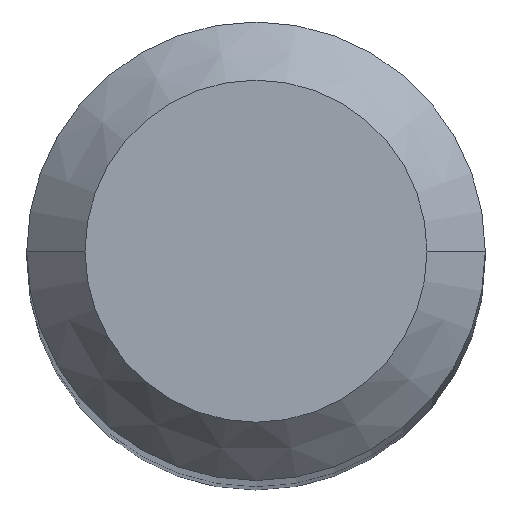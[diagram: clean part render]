
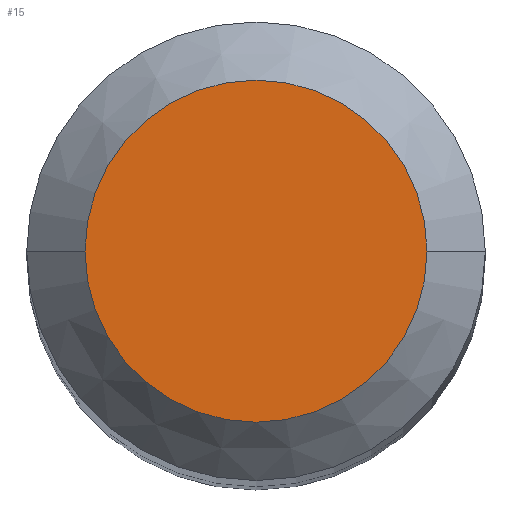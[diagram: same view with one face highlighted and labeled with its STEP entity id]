
A CAD part, top view. The second image highlights one B-rep face of the part: STEP entity #15.
In plain terms, the highlighted planar face has unit normal (0, 0, 1).
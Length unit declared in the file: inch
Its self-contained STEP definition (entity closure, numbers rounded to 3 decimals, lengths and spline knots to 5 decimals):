
#6 = EDGE_CURVE ( 'NONE', #320, #201, #102, .T. ) ;
#15 = ADVANCED_FACE ( 'NONE', ( #35 ), #259, .T. ) ;
#16 = CARTESIAN_POINT ( 'NONE',  ( 0., 0., 1.49606 ) ) ;
#22 = EDGE_LOOP ( 'NONE', ( #107, #82 ) ) ;
#31 = CARTESIAN_POINT ( 'NONE',  ( 0., 0., 1.49606 ) ) ;
#35 = FACE_OUTER_BOUND ( 'NONE', #22, .T. ) ;
#37 = AXIS2_PLACEMENT_3D ( 'NONE', #31, #160, #239 ) ;
#39 = CARTESIAN_POINT ( 'NONE',  ( -0.04406, 0., 1.49606 ) ) ;
#82 = ORIENTED_EDGE ( 'NONE', *, *, #6, .T. ) ;
#84 = DIRECTION ( 'NONE',  ( 0., 0., 1. ) ) ;
#102 = CIRCLE ( 'NONE', #37, 0.04406 ) ;
#107 = ORIENTED_EDGE ( 'NONE', *, *, #195, .T. ) ;
#143 = DIRECTION ( 'NONE',  ( 1., 0., 0. ) ) ;
#160 = DIRECTION ( 'NONE',  ( 0., 0., 1. ) ) ;
#169 = DIRECTION ( 'NONE',  ( 1., 0., 0. ) ) ;
#195 = EDGE_CURVE ( 'NONE', #201, #320, #210, .T. ) ;
#197 = DIRECTION ( 'NONE',  ( 0., 0., 1. ) ) ;
#201 = VERTEX_POINT ( 'NONE', #39 ) ;
#202 = AXIS2_PLACEMENT_3D ( 'NONE', #213, #84, #143 ) ;
#210 = CIRCLE ( 'NONE', #234, 0.04406 ) ;
#213 = CARTESIAN_POINT ( 'NONE',  ( 0., 0., 1.49606 ) ) ;
#234 = AXIS2_PLACEMENT_3D ( 'NONE', #16, #197, #169 ) ;
#239 = DIRECTION ( 'NONE',  ( 1., 0., 0. ) ) ;
#259 = PLANE ( 'NONE',  #202 ) ;
#280 = CARTESIAN_POINT ( 'NONE',  ( 0.04406, 0., 1.49606 ) ) ;
#320 = VERTEX_POINT ( 'NONE', #280 ) ;
